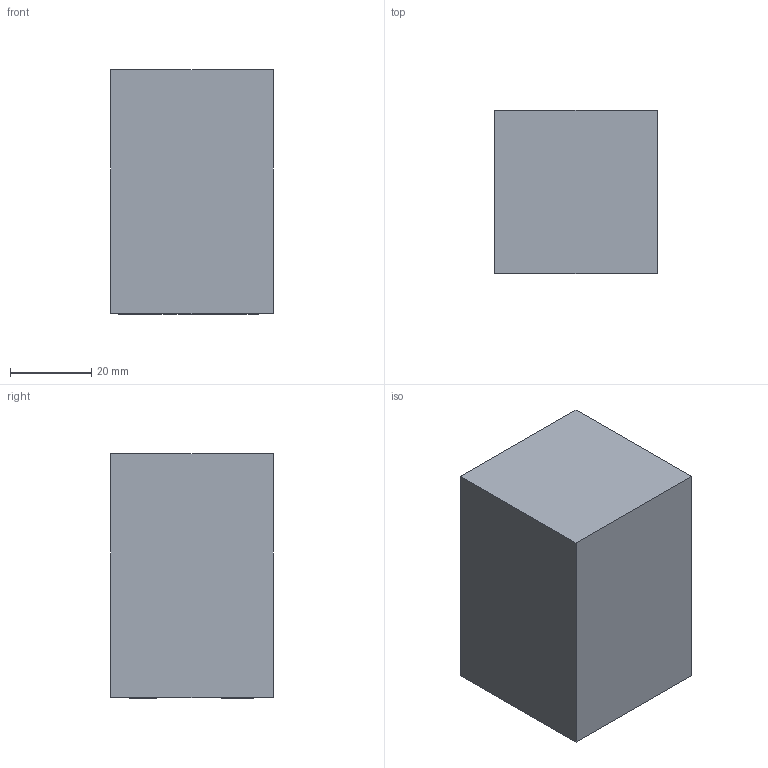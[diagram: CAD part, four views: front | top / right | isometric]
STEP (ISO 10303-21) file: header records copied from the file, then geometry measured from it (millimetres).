
FILE_DESCRIPTION(/* description */ (''),/* implementation_level */ '2;1');
FILE_NAME(/* name */ 'RM 40 Solid.stp',/* time_stamp */ '2024-10-09T13:41:33+02:00',/* author */ ('se-marfre'),/* organization */ (''),/* preprocessor_version */ 'ST-DEVELOPER v19.2',/* originating_system */ 'Autodesk Inventor 2023',/* authorisation */ '');
FILE_SCHEMA (('AUTOMOTIVE_DESIGN { 1 0 10303 214 3 1 1 }'));
Length unit declared in the file: millimetre
Products named in the file (1): RM 40 Solid
Bounding box: 40 x 40 x 60.2 mm (x, y, z)
Volume: 96020.5 mm3; surface area: 12874.3 mm2
Topology: 1 solids, 1 shells, 261 faces, 681 edges, 454 vertices
Faces by surface type: plane 175, bspline 70, cylinder 16
Entity records: 8696 total; most frequent: CARTESIAN_POINT 2403, ORIENTED_EDGE 1362, DIRECTION 957, EDGE_CURVE 681, LINE 509, VECTOR 509, VERTEX_POINT 454, EDGE_LOOP 293
